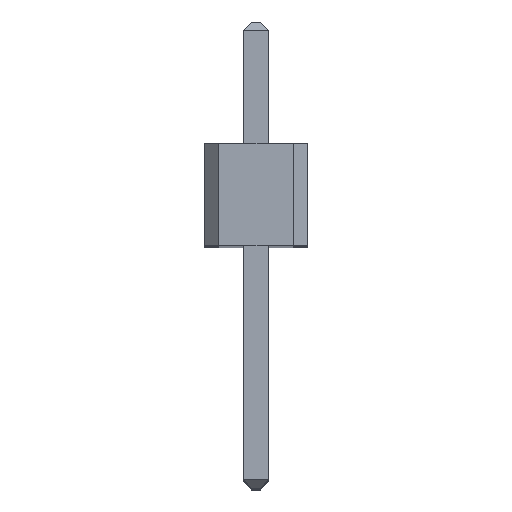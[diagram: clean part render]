
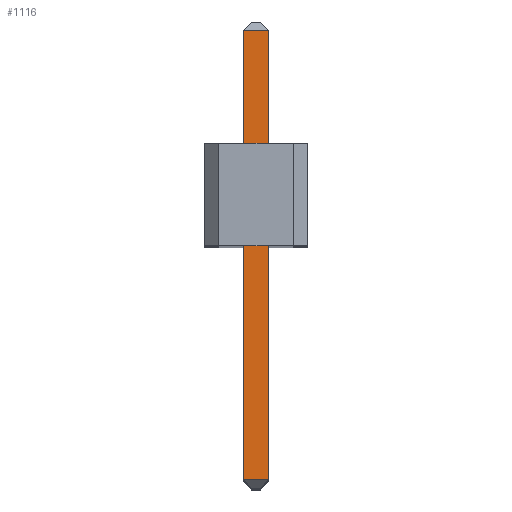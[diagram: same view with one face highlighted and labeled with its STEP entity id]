
A CAD part, top view. The second image highlights one B-rep face of the part: STEP entity #1116.
In plain terms, the highlighted planar face has unit normal (0, 0, 1).
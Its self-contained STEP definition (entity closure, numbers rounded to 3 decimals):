
#20 = VERTEX_POINT ( 'NONE', #1621 ) ;
#190 = FACE_OUTER_BOUND ( 'NONE', #4651, .T. ) ;
#192 = AXIS2_PLACEMENT_3D ( 'NONE', #3421, #3778, #1617 ) ;
#571 = VERTEX_POINT ( 'NONE', #1997 ) ;
#618 = EDGE_CURVE ( 'NONE', #4200, #571, #3857, .T. ) ;
#648 = CARTESIAN_POINT ( 'NONE',  ( 0., 11.34, 0.636 ) ) ;
#700 = EDGE_CURVE ( 'NONE', #4200, #3315, #1602, .T. ) ;
#824 = CARTESIAN_POINT ( 'NONE',  ( 0., 0.2, 0.636 ) ) ;
#883 = ORIENTED_EDGE ( 'NONE', *, *, #618, .T. ) ;
#888 = PLANE ( 'NONE',  #192 ) ;
#1013 = EDGE_CURVE ( 'NONE', #20, #3315, #2055, .T. ) ;
#1026 = ORIENTED_EDGE ( 'NONE', *, *, #1013, .T. ) ;
#1116 = ADVANCED_FACE ( 'NONE', ( #190 ), #888, .F. ) ;
#1164 = EDGE_CURVE ( 'NONE', #571, #20, #1868, .T. ) ;
#1207 = VECTOR ( 'NONE', #3353, 1000. ) ;
#1212 = VECTOR ( 'NONE', #3177, 1000. ) ;
#1421 = CARTESIAN_POINT ( 'NONE',  ( 0.636, 11.54, 0.636 ) ) ;
#1602 = LINE ( 'NONE', #1421, #3410 ) ;
#1617 = DIRECTION ( 'NONE',  ( -1., 0., 0. ) ) ;
#1621 = CARTESIAN_POINT ( 'NONE',  ( 0., 0.2, 0.636 ) ) ;
#1868 = LINE ( 'NONE', #2007, #2827 ) ;
#1997 = CARTESIAN_POINT ( 'NONE',  ( 0., 11.34, 0.636 ) ) ;
#2007 = CARTESIAN_POINT ( 'NONE',  ( 0., 11.54, 0.636 ) ) ;
#2021 = ORIENTED_EDGE ( 'NONE', *, *, #1164, .T. ) ;
#2055 = LINE ( 'NONE', #824, #1207 ) ;
#2456 = CARTESIAN_POINT ( 'NONE',  ( 0.636, 11.34, 0.636 ) ) ;
#2728 = DIRECTION ( 'NONE',  ( 0., -1., 0. ) ) ;
#2827 = VECTOR ( 'NONE', #2728, 1000. ) ;
#2860 = DIRECTION ( 'NONE',  ( 0., -1., 0. ) ) ;
#2956 = CARTESIAN_POINT ( 'NONE',  ( 0.636, 0.2, 0.636 ) ) ;
#3177 = DIRECTION ( 'NONE',  ( -1., 0., 0. ) ) ;
#3194 = ORIENTED_EDGE ( 'NONE', *, *, #700, .F. ) ;
#3315 = VERTEX_POINT ( 'NONE', #2956 ) ;
#3353 = DIRECTION ( 'NONE',  ( 1., 0., 0. ) ) ;
#3410 = VECTOR ( 'NONE', #2860, 1000. ) ;
#3421 = CARTESIAN_POINT ( 'NONE',  ( 0., 11.54, 0.636 ) ) ;
#3778 = DIRECTION ( 'NONE',  ( 0., 0., -1. ) ) ;
#3857 = LINE ( 'NONE', #648, #1212 ) ;
#4200 = VERTEX_POINT ( 'NONE', #2456 ) ;
#4651 = EDGE_LOOP ( 'NONE', ( #3194, #883, #2021, #1026 ) ) ;
